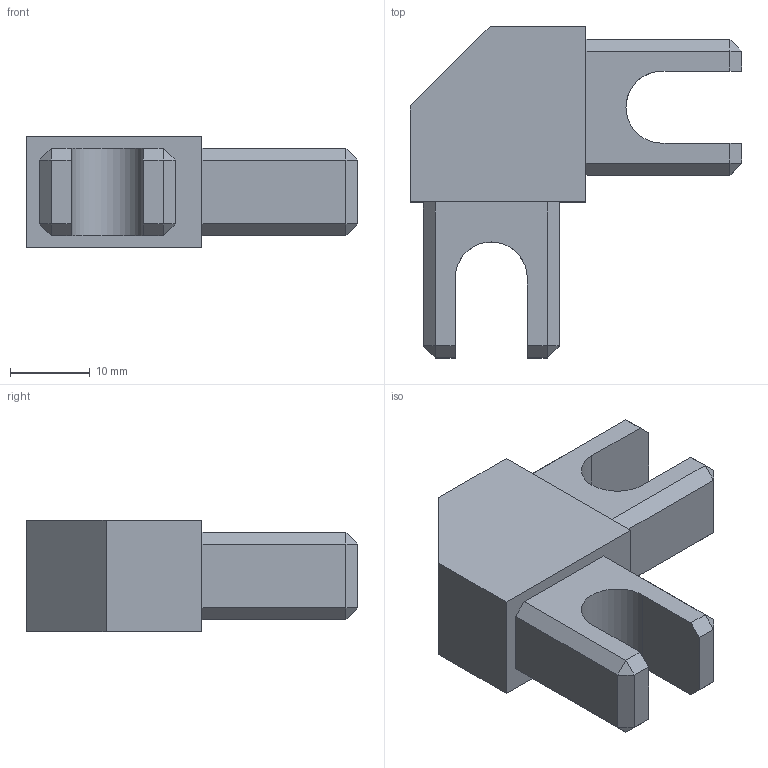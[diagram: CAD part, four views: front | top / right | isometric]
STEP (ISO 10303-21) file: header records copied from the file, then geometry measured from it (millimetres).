
FILE_DESCRIPTION (( 'STEP AP203' ), '1' );
FILE_NAME ('Köþe Aparatý.STEP', '2019-01-05T05:56:03', ( '' ), ( '' ), 'SwSTEP 2.0', 'SolidWorks 2011', '' );
FILE_SCHEMA (( 'CONFIG_CONTROL_DESIGN' ));
Length unit declared in the file: millimetre
Products named in the file (1): Köþe Aparatý
Bounding box: 41.5 x 41.5 x 14 mm (x, y, z)
Volume: 10446.2 mm3; surface area: 4057.1 mm2
Topology: 1 solids, 1 shells, 53 faces, 123 edges, 74 vertices
Faces by surface type: plane 51, cylinder 2
Entity records: 1526 total; most frequent: CARTESIAN_POINT 251, ORIENTED_EDGE 246, DIRECTION 235, EDGE_CURVE 123, LINE 119, VECTOR 119, VERTEX_POINT 74, AXIS2_PLACEMENT_3D 58
